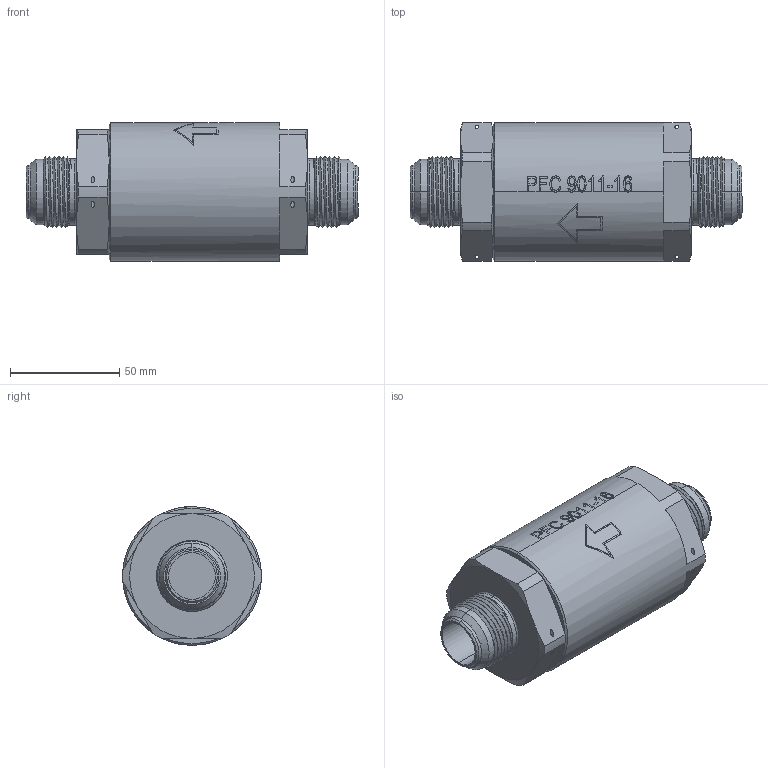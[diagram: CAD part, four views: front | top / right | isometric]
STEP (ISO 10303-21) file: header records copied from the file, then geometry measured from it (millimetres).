
FILE_DESCRIPTION (( 'STEP AP214' ), '1' );
FILE_NAME ('09011016_AS1098(KK).STEP', '2015-06-29T23:01:10', ( '' ), ( '' ), 'SwSTEP 2.0', 'SolidWorks 2015', '' );
FILE_SCHEMA (( 'AUTOMOTIVE_DESIGN' ));
Length unit declared in the file: millimetre
Products named in the file (3): 090111613_STEP(ADAPTER); 090111611_STEP(BODY); 09011016_AS1098(KK)
Assembly tree (2 placements, depth 2):
  09011016_AS1098(KK)
    090111613_STEP(ADAPTER)
    090111611_STEP(BODY)
Bounding box: 151.93 x 63.5 x 63.5 mm (x, y, z)
Volume: 329088.8 mm3; surface area: 50250.3 mm2
Topology: 2 solids, 2 shells, 259 faces, 653 edges, 412 vertices
Faces by surface type: plane 85, cylinder 62, bspline 58, cone 44, torus 10
Entity records: 13388 total; most frequent: CARTESIAN_POINT 7542, ORIENTED_EDGE 1306, DIRECTION 1037, EDGE_CURVE 653, VERTEX_POINT 412, AXIS2_PLACEMENT_3D 390, EDGE_LOOP 283, FACE_OUTER_BOUND 259
